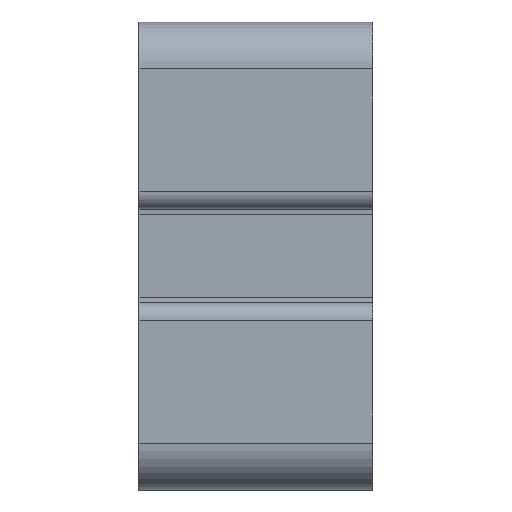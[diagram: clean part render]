
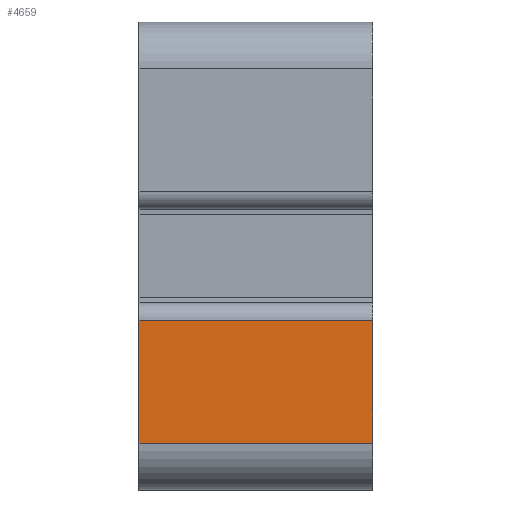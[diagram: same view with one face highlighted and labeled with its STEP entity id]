
A CAD part, left-side view. The second image highlights one B-rep face of the part: STEP entity #4659.
In plain terms, the highlighted planar face has unit normal (-1, 0, 0).
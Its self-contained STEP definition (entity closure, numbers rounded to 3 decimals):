
#209 = DIRECTION ( 'NONE',  ( 0., 0., -1. ) ) ;
#282 = DIRECTION ( 'NONE',  ( 0., 1., 0. ) ) ;
#994 = CARTESIAN_POINT ( 'NONE',  ( -60., 10., -5.5 ) ) ;
#1246 = CARTESIAN_POINT ( 'NONE',  ( -60., 10., 0. ) ) ;
#1453 = VERTEX_POINT ( 'NONE', #994 ) ;
#1757 = ORIENTED_EDGE ( 'NONE', *, *, #4881, .F. ) ;
#2069 = DIRECTION ( 'NONE',  ( 0., 1., 0. ) ) ;
#2497 = CARTESIAN_POINT ( 'NONE',  ( -60., -10., -16. ) ) ;
#2527 = VERTEX_POINT ( 'NONE', #2934 ) ;
#2828 = FACE_OUTER_BOUND ( 'NONE', #9330, .T. ) ;
#2934 = CARTESIAN_POINT ( 'NONE',  ( -60., -10., -5.5 ) ) ;
#3336 = LINE ( 'NONE', #4548, #9579 ) ;
#3351 = CARTESIAN_POINT ( 'NONE',  ( -60., 10., -16. ) ) ;
#3628 = DIRECTION ( 'NONE',  ( 0., 0., -1. ) ) ;
#3842 = CARTESIAN_POINT ( 'NONE',  ( -60., 10., 0. ) ) ;
#3900 = VERTEX_POINT ( 'NONE', #2497 ) ;
#3989 = DIRECTION ( 'NONE',  ( -1., 0., 0. ) ) ;
#4548 = CARTESIAN_POINT ( 'NONE',  ( -60., 10., -5.5 ) ) ;
#4622 = ORIENTED_EDGE ( 'NONE', *, *, #10070, .T. ) ;
#4640 = PLANE ( 'NONE',  #10345 ) ;
#4659 = ADVANCED_FACE ( 'NONE', ( #2828 ), #4640, .T. ) ;
#4751 = VECTOR ( 'NONE', #282, 1000. ) ;
#4881 = EDGE_CURVE ( 'NONE', #2527, #3900, #8056, .T. ) ;
#5028 = CARTESIAN_POINT ( 'NONE',  ( -60., -10., 0. ) ) ;
#5050 = EDGE_CURVE ( 'NONE', #3900, #6504, #6938, .T. ) ;
#6286 = VECTOR ( 'NONE', #3628, 1000. ) ;
#6504 = VERTEX_POINT ( 'NONE', #3351 ) ;
#6938 = LINE ( 'NONE', #10086, #4751 ) ;
#7675 = VECTOR ( 'NONE', #209, 1000. ) ;
#8056 = LINE ( 'NONE', #5028, #7675 ) ;
#8447 = LINE ( 'NONE', #1246, #6286 ) ;
#8710 = ORIENTED_EDGE ( 'NONE', *, *, #10452, .T. ) ;
#9330 = EDGE_LOOP ( 'NONE', ( #10461, #1757, #4622, #8710 ) ) ;
#9579 = VECTOR ( 'NONE', #2069, 1000. ) ;
#9652 = DIRECTION ( 'NONE',  ( 0., 0., 1. ) ) ;
#10070 = EDGE_CURVE ( 'NONE', #2527, #1453, #3336, .T. ) ;
#10086 = CARTESIAN_POINT ( 'NONE',  ( -60., 10., -16. ) ) ;
#10345 = AXIS2_PLACEMENT_3D ( 'NONE', #3842, #3989, #9652 ) ;
#10452 = EDGE_CURVE ( 'NONE', #1453, #6504, #8447, .T. ) ;
#10461 = ORIENTED_EDGE ( 'NONE', *, *, #5050, .F. ) ;
